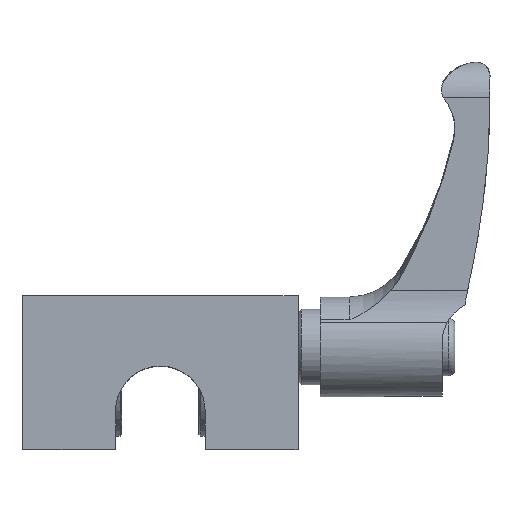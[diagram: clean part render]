
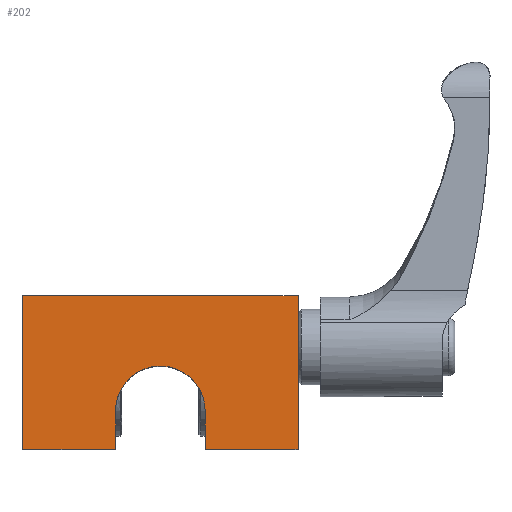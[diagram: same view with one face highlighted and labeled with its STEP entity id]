
A CAD part, top view. The second image highlights one B-rep face of the part: STEP entity #202.
In plain terms, the highlighted face is planar.
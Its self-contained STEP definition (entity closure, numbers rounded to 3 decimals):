
#202 = ADVANCED_FACE( '', ( #429 ), #430, .F. );
#429 = FACE_OUTER_BOUND( '', #712, .T. );
#430 = PLANE( '', #713 );
#712 = EDGE_LOOP( '', ( #1126, #1127, #1128, #1129, #1130, #1131, #1132, #1133 ) );
#713 = AXIS2_PLACEMENT_3D( '', #1134, #1135, #1136 );
#1126 = ORIENTED_EDGE( '', *, *, #1599, .F. );
#1127 = ORIENTED_EDGE( '', *, *, #1600, .F. );
#1128 = ORIENTED_EDGE( '', *, *, #1601, .F. );
#1129 = ORIENTED_EDGE( '', *, *, #1590, .F. );
#1130 = ORIENTED_EDGE( '', *, *, #1602, .F. );
#1131 = ORIENTED_EDGE( '', *, *, #1538, .T. );
#1132 = ORIENTED_EDGE( '', *, *, #1556, .F. );
#1133 = ORIENTED_EDGE( '', *, *, #1603, .F. );
#1134 = CARTESIAN_POINT( '', ( -16., 6., 0. ) );
#1135 = DIRECTION( '', ( 1., 0., 0. ) );
#1136 = DIRECTION( '', ( 0., 0., -1. ) );
#1538 = EDGE_CURVE( '', #1822, #1820, #1823, .T. );
#1556 = EDGE_CURVE( '', #1846, #1820, #1848, .T. );
#1590 = EDGE_CURVE( '', #1901, #1902, #1903, .T. );
#1599 = EDGE_CURVE( '', #1915, #1916, #1917, .T. );
#1600 = EDGE_CURVE( '', #1918, #1915, #1919, .T. );
#1601 = EDGE_CURVE( '', #1902, #1918, #1920, .T. );
#1602 = EDGE_CURVE( '', #1822, #1901, #1921, .T. );
#1603 = EDGE_CURVE( '', #1916, #1846, #1922, .T. );
#1820 = VERTEX_POINT( '', #2331 );
#1822 = VERTEX_POINT( '', #2334 );
#1823 = CIRCLE( '', #2335, 7. );
#1846 = VERTEX_POINT( '', #2381 );
#1848 = LINE( '', #2384, #2385 );
#1901 = VERTEX_POINT( '', #2546 );
#1902 = VERTEX_POINT( '', #2547 );
#1903 = LINE( '', #2548, #2549 );
#1915 = VERTEX_POINT( '', #2563 );
#1916 = VERTEX_POINT( '', #2564 );
#1917 = LINE( '', #2565, #2566 );
#1918 = VERTEX_POINT( '', #2567 );
#1919 = LINE( '', #2568, #2569 );
#1920 = LINE( '', #2570, #2571 );
#1921 = LINE( '', #2572, #2573 );
#1922 = LINE( '', #2574, #2575 );
#2331 = CARTESIAN_POINT( '', ( -16., 6., 7. ) );
#2334 = CARTESIAN_POINT( '', ( -16., 6., -7. ) );
#2335 = AXIS2_PLACEMENT_3D( '', #2843, #2844, #2845 );
#2381 = CARTESIAN_POINT( '', ( -16., 0., 7. ) );
#2384 = CARTESIAN_POINT( '', ( -16., 0., 7. ) );
#2385 = VECTOR( '', #2868, 1000. );
#2546 = CARTESIAN_POINT( '', ( -16., 0., -7. ) );
#2547 = CARTESIAN_POINT( '', ( -16., 0., -21.5 ) );
#2548 = CARTESIAN_POINT( '', ( -16., 0., -7. ) );
#2549 = VECTOR( '', #2898, 1000. );
#2563 = CARTESIAN_POINT( '', ( -16., 24., 21.5 ) );
#2564 = CARTESIAN_POINT( '', ( -16., 0., 21.5 ) );
#2565 = CARTESIAN_POINT( '', ( -16., 24., 21.5 ) );
#2566 = VECTOR( '', #2910, 1000. );
#2567 = CARTESIAN_POINT( '', ( -16., 24., -21.5 ) );
#2568 = CARTESIAN_POINT( '', ( -16., 24., -21.5 ) );
#2569 = VECTOR( '', #2911, 1000. );
#2570 = CARTESIAN_POINT( '', ( -16., 0., -21.5 ) );
#2571 = VECTOR( '', #2912, 1000. );
#2572 = CARTESIAN_POINT( '', ( -16., 6., -7. ) );
#2573 = VECTOR( '', #2913, 1000. );
#2574 = CARTESIAN_POINT( '', ( -16., 0., 21.5 ) );
#2575 = VECTOR( '', #2914, 1000. );
#2843 = CARTESIAN_POINT( '', ( -16., 6., 0. ) );
#2844 = DIRECTION( '', ( 1., 0., 0. ) );
#2845 = DIRECTION( '', ( 0., 0., -1. ) );
#2868 = DIRECTION( '', ( 0., 1., 0. ) );
#2898 = DIRECTION( '', ( 0., 0., -1. ) );
#2910 = DIRECTION( '', ( 0., -1., 0. ) );
#2911 = DIRECTION( '', ( 0., 0., 1. ) );
#2912 = DIRECTION( '', ( 0., 1., 0. ) );
#2913 = DIRECTION( '', ( 0., -1., 0. ) );
#2914 = DIRECTION( '', ( 0., 0., -1. ) );
